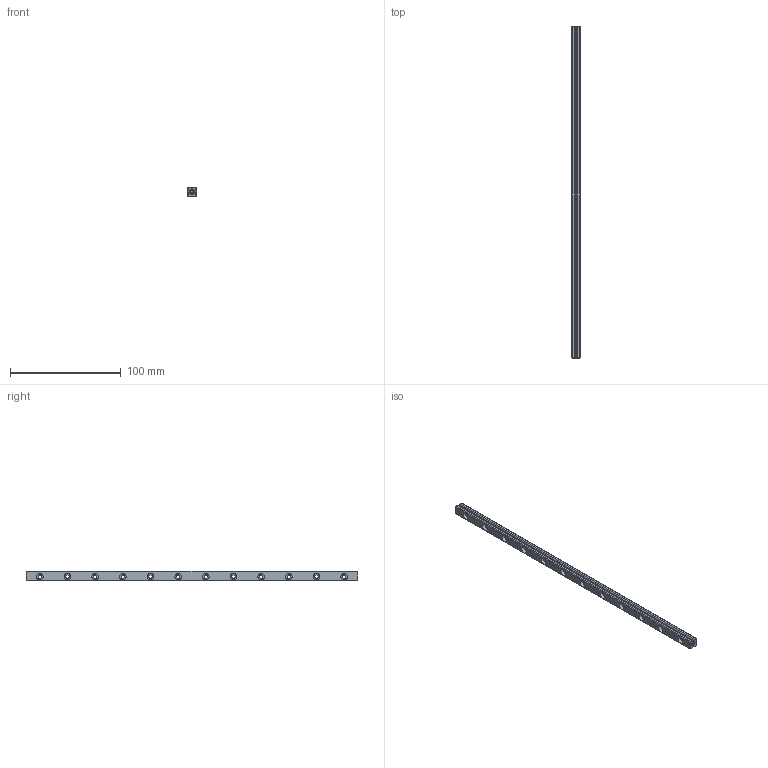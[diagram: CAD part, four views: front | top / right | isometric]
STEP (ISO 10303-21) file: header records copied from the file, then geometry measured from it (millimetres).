
FILE_DESCRIPTION(/* description */ (''),/* implementation_level */ '2;1');
FILE_NAME(/* name */ 'RSD_3300_A.stp',/* time_stamp */ '2011-03-22T15:50:43+01:00',/* author */ (''),/* organization */ (''),/* preprocessor_version */ 'ST-DEVELOPER v11',/* originating_system */ 'SIEMENS PLM Software NX 7.5',/* authorisation */ '');
FILE_SCHEMA (('AUTOMOTIVE_DESIGN { 1 0 10303 214 1 1 1 1 }'));
Length unit declared in the file: millimetre
Products named in the file (1): RSD-3300_A
Bounding box: 8 x 300 x 8.2 mm (x, y, z)
Volume: 17207.6 mm3; surface area: 11384.3 mm2
Topology: 1 solids, 1 shells, 84 faces, 194 edges, 124 vertices
Faces by surface type: plane 38, cylinder 28, cone 18
Full cylindrical faces by diameter (mm): 2.459 x2, 3.2 x14, 6 x12
Entity records: 2176 total; most frequent: DIRECTION 382, CARTESIAN_POINT 347, ORIENTED_EDGE 284, EDGE_LOOP 166, AXIS2_PLACEMENT_3D 155, FACE_BOUND 146, EDGE_CURVE 142, VERTEX_POINT 120
